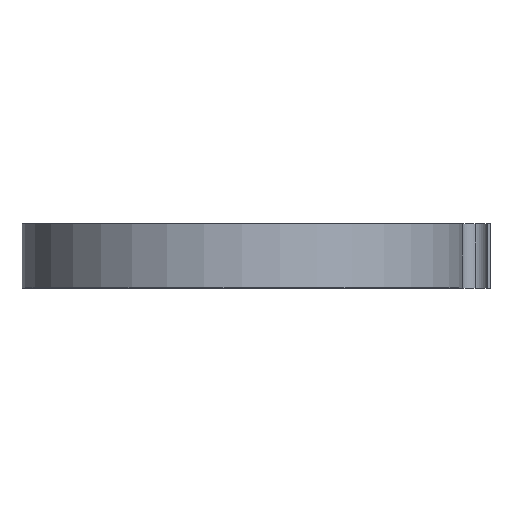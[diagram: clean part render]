
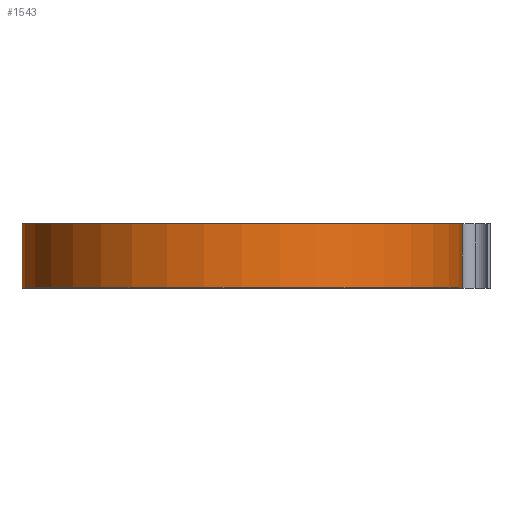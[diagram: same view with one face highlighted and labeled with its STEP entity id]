
A CAD part, top view. The second image highlights one B-rep face of the part: STEP entity #1543.
In plain terms, the highlighted cylindrical face has radius 51.499 mm (diameter 102.998 mm), a partial arc.
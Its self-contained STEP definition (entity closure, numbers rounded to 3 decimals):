
#197 = VERTEX_POINT ( 'NONE', #4848 ) ;
#199 = DIRECTION ( 'NONE',  ( 0., -1., 0. ) ) ;
#297 = CARTESIAN_POINT ( 'NONE',  ( 0., 15., 0. ) ) ;
#338 = ORIENTED_EDGE ( 'NONE', *, *, #2979, .F. ) ;
#513 = CIRCLE ( 'NONE', #3802, 51.499 ) ;
#627 = CARTESIAN_POINT ( 'NONE',  ( 51.499, 15., 0. ) ) ;
#870 = LINE ( 'NONE', #2090, #2265 ) ;
#1047 = VERTEX_POINT ( 'NONE', #627 ) ;
#1476 = DIRECTION ( 'NONE',  ( 1., 0., 0. ) ) ;
#1543 = ADVANCED_FACE ( 'NONE', ( #5068 ), #3798, .T. ) ;
#1692 = DIRECTION ( 'NONE',  ( 0., -1., 0. ) ) ;
#1706 = CARTESIAN_POINT ( 'NONE',  ( 51.499, 15., 0. ) ) ;
#1891 = VECTOR ( 'NONE', #4082, 1000. ) ;
#1909 = DIRECTION ( 'NONE',  ( 0., 1., 0. ) ) ;
#2090 = CARTESIAN_POINT ( 'NONE',  ( -51.499, 15., 0. ) ) ;
#2093 = EDGE_CURVE ( 'NONE', #197, #1047, #513, .T. ) ;
#2202 = ORIENTED_EDGE ( 'NONE', *, *, #2093, .F. ) ;
#2265 = VECTOR ( 'NONE', #1692, 1000. ) ;
#2379 = VERTEX_POINT ( 'NONE', #3905 ) ;
#2386 = VERTEX_POINT ( 'NONE', #5103 ) ;
#2467 = ORIENTED_EDGE ( 'NONE', *, *, #5083, .T. ) ;
#2615 = EDGE_LOOP ( 'NONE', ( #2467, #338, #2202, #3510 ) ) ;
#2639 = CARTESIAN_POINT ( 'NONE',  ( 0., 15., 0. ) ) ;
#2944 = AXIS2_PLACEMENT_3D ( 'NONE', #3012, #4656, #1476 ) ;
#2979 = EDGE_CURVE ( 'NONE', #1047, #2379, #4485, .T. ) ;
#3012 = CARTESIAN_POINT ( 'NONE',  ( 0., 0., 0. ) ) ;
#3510 = ORIENTED_EDGE ( 'NONE', *, *, #4948, .T. ) ;
#3524 = DIRECTION ( 'NONE',  ( 1., 0., 0. ) ) ;
#3798 = CYLINDRICAL_SURFACE ( 'NONE', #4689, 51.499 ) ;
#3802 = AXIS2_PLACEMENT_3D ( 'NONE', #297, #1909, #3524 ) ;
#3905 = CARTESIAN_POINT ( 'NONE',  ( 51.499, 0., 0. ) ) ;
#4082 = DIRECTION ( 'NONE',  ( 0., -1., 0. ) ) ;
#4226 = DIRECTION ( 'NONE',  ( 0., 0., -1. ) ) ;
#4485 = LINE ( 'NONE', #1706, #1891 ) ;
#4656 = DIRECTION ( 'NONE',  ( 0., 1., 0. ) ) ;
#4689 = AXIS2_PLACEMENT_3D ( 'NONE', #2639, #199, #4226 ) ;
#4793 = CIRCLE ( 'NONE', #2944, 51.499 ) ;
#4848 = CARTESIAN_POINT ( 'NONE',  ( -51.499, 15., 0. ) ) ;
#4948 = EDGE_CURVE ( 'NONE', #197, #2386, #870, .T. ) ;
#5068 = FACE_OUTER_BOUND ( 'NONE', #2615, .T. ) ;
#5083 = EDGE_CURVE ( 'NONE', #2386, #2379, #4793, .T. ) ;
#5103 = CARTESIAN_POINT ( 'NONE',  ( -51.499, 0., 0. ) ) ;
